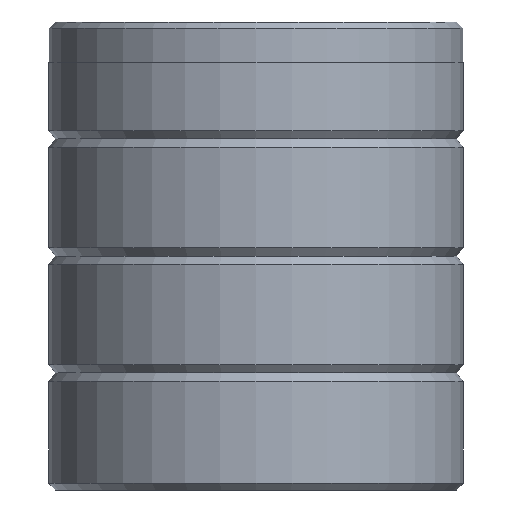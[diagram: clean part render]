
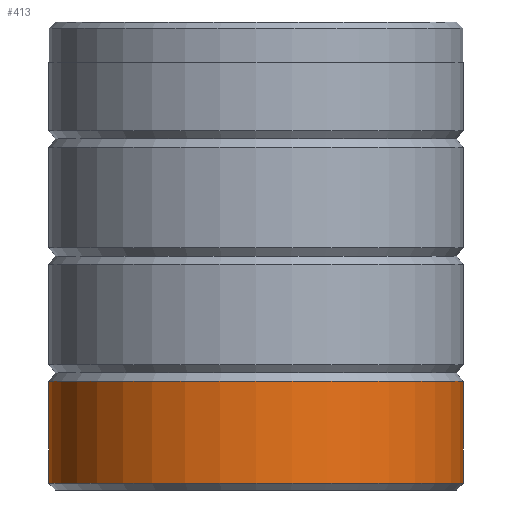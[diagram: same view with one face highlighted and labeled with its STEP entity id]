
A CAD part, front view. The second image highlights one B-rep face of the part: STEP entity #413.
In plain terms, the highlighted cylindrical face has radius 15.5 mm (diameter 31 mm), a partial arc.
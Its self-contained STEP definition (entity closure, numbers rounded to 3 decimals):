
#23 = DIRECTION ( 'NONE',  ( 0., 0., -1. ) ) ;
#34 = DIRECTION ( 'NONE',  ( 0., 0., -1. ) ) ;
#69 = ORIENTED_EDGE ( 'NONE', *, *, #1022, .T. ) ;
#183 = AXIS2_PLACEMENT_3D ( 'NONE', #913, #34, #1037 ) ;
#188 = VERTEX_POINT ( 'NONE', #991 ) ;
#189 = ORIENTED_EDGE ( 'NONE', *, *, #1075, .F. ) ;
#234 = CARTESIAN_POINT ( 'NONE',  ( 15.5, 0., 8.125 ) ) ;
#281 = ORIENTED_EDGE ( 'NONE', *, *, #1094, .T. ) ;
#391 = DIRECTION ( 'NONE',  ( 0., 0., 1. ) ) ;
#413 = ADVANCED_FACE ( 'NONE', ( #813 ), #1469, .T. ) ;
#491 = DIRECTION ( 'NONE',  ( 0., 0., -1. ) ) ;
#495 = CARTESIAN_POINT ( 'NONE',  ( 0., 0., 35. ) ) ;
#566 = CIRCLE ( 'NONE', #183, 15.5 ) ;
#632 = CARTESIAN_POINT ( 'NONE',  ( -15.5, 0., 35. ) ) ;
#792 = VECTOR ( 'NONE', #1304, 1000. ) ;
#813 = FACE_OUTER_BOUND ( 'NONE', #935, .T. ) ;
#913 = CARTESIAN_POINT ( 'NONE',  ( 0., 0., 8.125 ) ) ;
#923 = ORIENTED_EDGE ( 'NONE', *, *, #945, .T. ) ;
#935 = EDGE_LOOP ( 'NONE', ( #189, #69, #281, #923 ) ) ;
#945 = EDGE_CURVE ( 'NONE', #1096, #1577, #1430, .T. ) ;
#991 = CARTESIAN_POINT ( 'NONE',  ( -15.5, 0., 8.125 ) ) ;
#1022 = EDGE_CURVE ( 'NONE', #1355, #188, #566, .T. ) ;
#1037 = DIRECTION ( 'NONE',  ( -1., 0., 0. ) ) ;
#1046 = LINE ( 'NONE', #1296, #1255 ) ;
#1075 = EDGE_CURVE ( 'NONE', #1355, #1577, #1046, .T. ) ;
#1094 = EDGE_CURVE ( 'NONE', #188, #1096, #1146, .T. ) ;
#1096 = VERTEX_POINT ( 'NONE', #1693 ) ;
#1146 = LINE ( 'NONE', #632, #792 ) ;
#1159 = AXIS2_PLACEMENT_3D ( 'NONE', #1218, #391, #1341 ) ;
#1218 = CARTESIAN_POINT ( 'NONE',  ( 0., 0., 0.5 ) ) ;
#1220 = AXIS2_PLACEMENT_3D ( 'NONE', #495, #23, #1563 ) ;
#1255 = VECTOR ( 'NONE', #491, 1000. ) ;
#1296 = CARTESIAN_POINT ( 'NONE',  ( 15.5, 0., 35. ) ) ;
#1304 = DIRECTION ( 'NONE',  ( 0., 0., -1. ) ) ;
#1341 = DIRECTION ( 'NONE',  ( 1., 0., 0. ) ) ;
#1355 = VERTEX_POINT ( 'NONE', #234 ) ;
#1430 = CIRCLE ( 'NONE', #1159, 15.5 ) ;
#1469 = CYLINDRICAL_SURFACE ( 'NONE', #1220, 15.5 ) ;
#1563 = DIRECTION ( 'NONE',  ( -1., 0., 0. ) ) ;
#1577 = VERTEX_POINT ( 'NONE', #1768 ) ;
#1693 = CARTESIAN_POINT ( 'NONE',  ( -15.5, 0., 0.5 ) ) ;
#1768 = CARTESIAN_POINT ( 'NONE',  ( 15.5, 0., 0.5 ) ) ;
